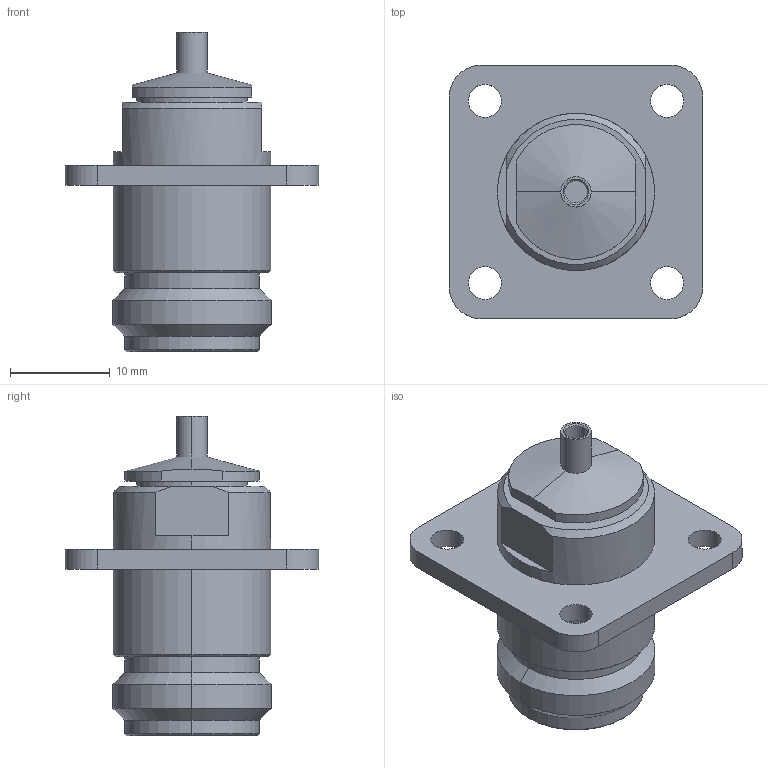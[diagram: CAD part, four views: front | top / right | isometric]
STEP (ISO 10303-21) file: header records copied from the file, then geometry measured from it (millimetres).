
FILE_DESCRIPTION (( 'STEP AP203' ), '1' );
FILE_NAME ('R161.276.300A.STEP', '2015-01-20T07:04:24', ( '' ), ( '' ), 'SwSTEP 2.0', 'SolidWorks 2014', '' );
FILE_SCHEMA (( 'CONFIG_CONTROL_DESIGN' ));
Length unit declared in the file: metre
Products named in the file (1): R161.276.300A
Bounding box: 25.4 x 25.4 x 32.02 mm (x, y, z)
Volume: 5205.9 mm3; surface area: 3142.1 mm2
Topology: 1 solids, 1 shells, 91 faces, 216 edges, 138 vertices
Faces by surface type: cone 32, cylinder 30, plane 27, torus 2
Entity records: 2836 total; most frequent: CARTESIAN_POINT 623, DIRECTION 460, ORIENTED_EDGE 432, EDGE_CURVE 216, AXIS2_PLACEMENT_3D 192, VERTEX_POINT 138, EDGE_LOOP 110, CIRCLE 100
